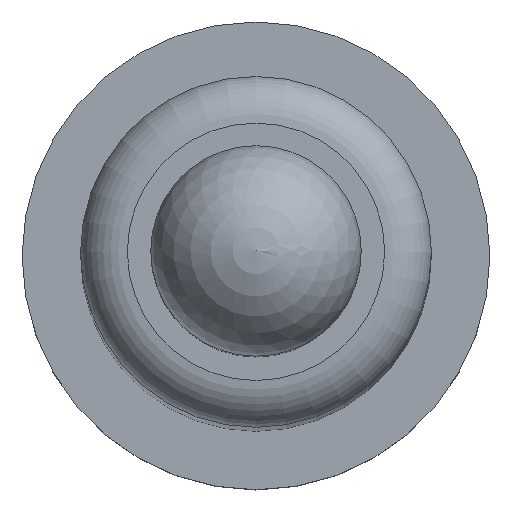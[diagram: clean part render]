
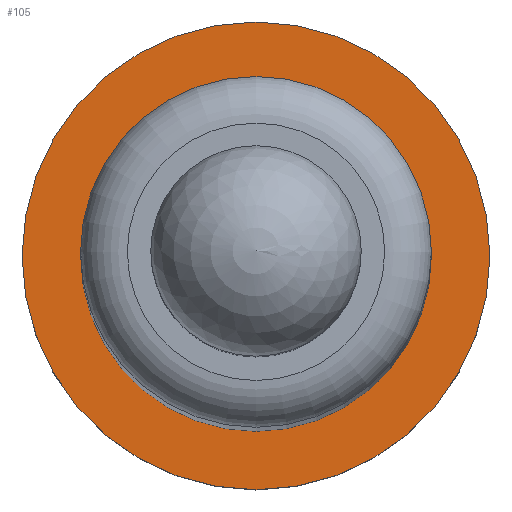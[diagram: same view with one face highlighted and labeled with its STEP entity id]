
A CAD part, top view. The second image highlights one B-rep face of the part: STEP entity #105.
In plain terms, the highlighted planar face has unit normal (0, 0, 1).
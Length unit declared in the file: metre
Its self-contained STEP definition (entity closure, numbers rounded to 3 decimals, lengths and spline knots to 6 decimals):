
#23=ORIENTED_EDGE('',*,*,#40,.F.);
#24=ORIENTED_EDGE('',*,*,#39,.T.);
#39=EDGE_CURVE('',#48,#48,#57,.T.);
#40=EDGE_CURVE('',#49,#49,#58,.T.);
#48=VERTEX_POINT('',#193);
#49=VERTEX_POINT('',#196);
#57=CIRCLE('',#130,0.001);
#58=CIRCLE('',#132,0.00075);
#68=EDGE_LOOP('',(#23));
#69=EDGE_LOOP('',(#24));
#86=FACE_BOUND('',#68,.T.);
#87=FACE_BOUND('',#69,.T.);
#101=PLANE('',#131);
#105=ADVANCED_FACE('',(#86,#87),#101,.F.);
#130=AXIS2_PLACEMENT_3D('',#192,#155,#156);
#131=AXIS2_PLACEMENT_3D('',#194,#157,#158);
#132=AXIS2_PLACEMENT_3D('',#195,#159,#160);
#155=DIRECTION('',(0.,0.,1.));
#156=DIRECTION('',(1.,0.,0.));
#157=DIRECTION('',(0.,0.,-1.));
#158=DIRECTION('',(-1.,0.,0.));
#159=DIRECTION('',(0.,0.,1.));
#160=DIRECTION('',(1.,0.,0.));
#192=CARTESIAN_POINT('',(0.,0.,0.0005));
#193=CARTESIAN_POINT('',(0.001,0.,0.0005));
#194=CARTESIAN_POINT('',(0.000875,0.,0.0005));
#195=CARTESIAN_POINT('',(0.,0.,0.0005));
#196=CARTESIAN_POINT('',(0.00075,0.,0.0005));
